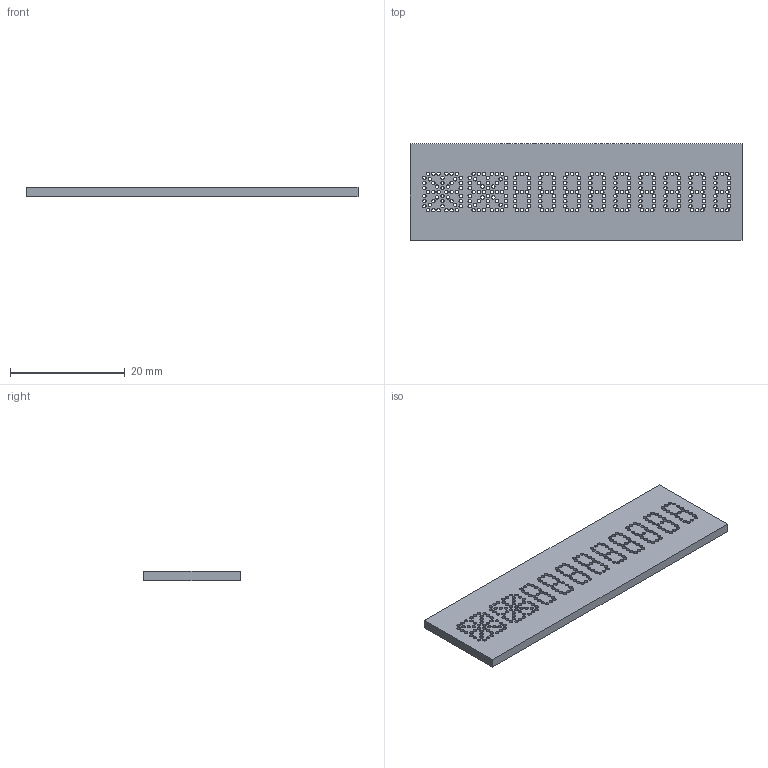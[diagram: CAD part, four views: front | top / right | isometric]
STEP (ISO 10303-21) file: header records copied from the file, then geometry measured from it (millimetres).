
FILE_DESCRIPTION(('KiCad electronic assembly'),'2;1');
FILE_NAME('ufc_v4_scratchpad_layer4.step','2021-05-15T21:32:28',( 'An Author'),('A Company'),'Open CASCADE STEP processor 6.9', 'KiCad to STEP converter','Unknown');
FILE_SCHEMA(('AUTOMOTIVE_DESIGN { 1 0 10303 214 1 1 1 1 }'));
Length unit declared in the file: millimetre
Products named in the file (2): Open CASCADE STEP translator 6.9 1; COMPOUND
Assembly tree (1 placements, depth 2):
  Open CASCADE STEP translator 6.9 1
    COMPOUND
Bounding box: 57.95 x 16.8 x 1.6 mm (x, y, z)
Volume: 1428.8 mm3; surface area: 2884.7 mm2
Topology: 1 solids, 1 shells, 291 faces, 867 edges, 578 vertices
Faces by surface type: cylinder 285, plane 6
Full cylindrical faces by diameter (mm): 0.6 x285
Entity records: 24299 total; most frequent: CARTESIAN_POINT 6892, DIRECTION 3187, ORIENTED_EDGE 1734, PCURVE 1734, DEFINITIONAL_REPRESENTATION 1734, LINE 1461, VECTOR 1461, EDGE_CURVE 867
